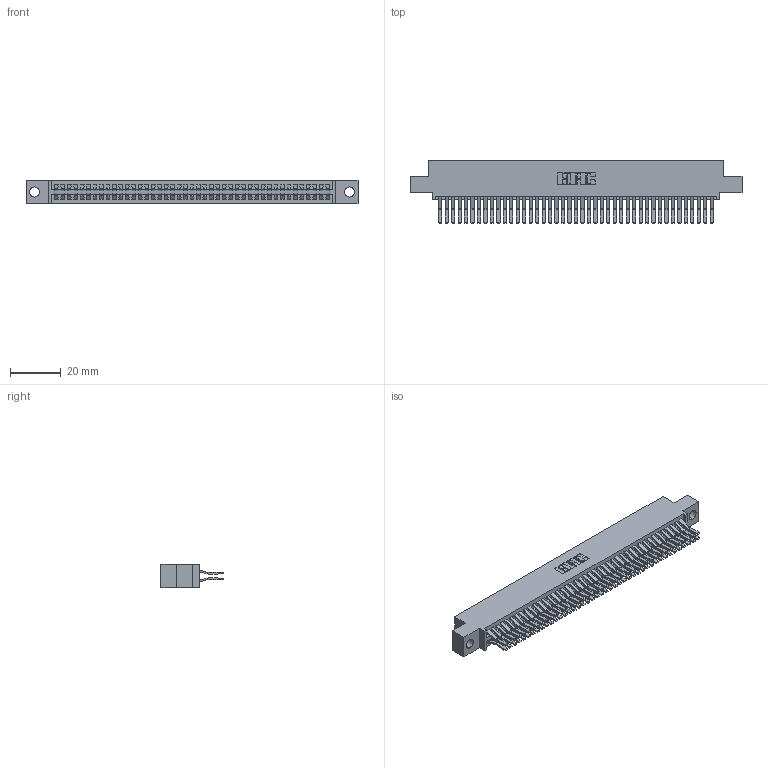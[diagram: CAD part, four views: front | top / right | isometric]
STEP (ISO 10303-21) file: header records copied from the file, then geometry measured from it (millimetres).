
FILE_DESCRIPTION (( 'STEP AP203' ), '1' );
FILE_NAME ('345-086-560-504.STEP', '2021-05-20T13:48:20', ( '' ), ( '' ), 'SwSTEP 2.0', 'SolidWorks 2020', '' );
FILE_SCHEMA (( 'CONFIG_CONTROL_DESIGN' ));
Length unit declared in the file: inch
Products named in the file (3): 345-086-560-504; 345-292-001_560 Tail; 345 Part_0.110 Offset - 0.156 Dia-TI
Assembly tree (87 placements, depth 2):
  345-086-560-504
    345 Part_0.110 Offset - 0.156 Dia-TI
    345-292-001_560 Tail  x86
Bounding box: 130.43 x 24.45 x 9.4 mm (x, y, z)
Volume: 13063.7 mm3; surface area: 20723.9 mm2
Topology: 87 solids, 87 shells, 4616 faces, 13719 edges, 9030 vertices
Faces by surface type: plane 2936, cylinder 1680
Entity records: 34243 total; most frequent: CARTESIAN_POINT 5746, ORIENTED_EDGE 5678, DIRECTION 5067, EDGE_CURVE 2839, VECTOR 2531, LINE 2531, VERTEX_POINT 1890, AXIS2_PLACEMENT_3D 1268
